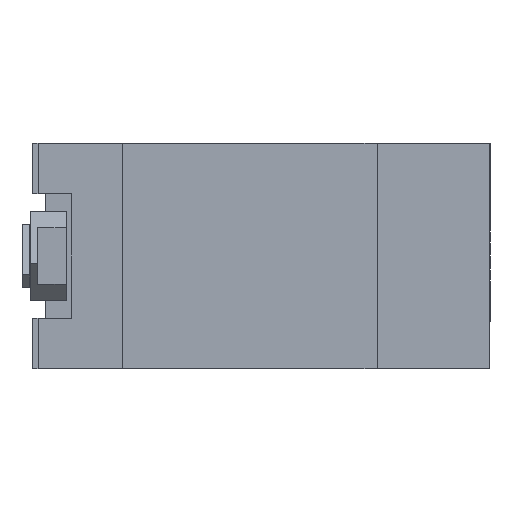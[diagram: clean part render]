
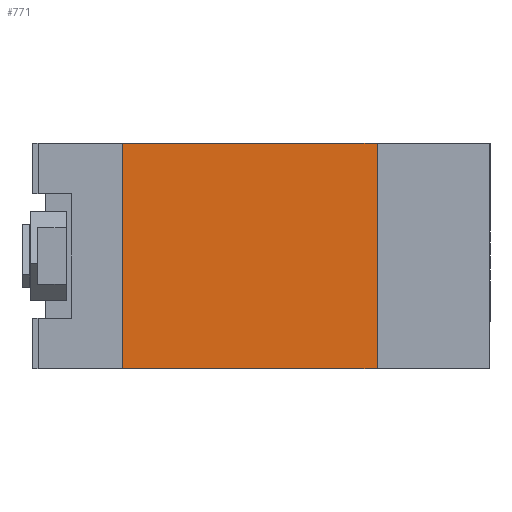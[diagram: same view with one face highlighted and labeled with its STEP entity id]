
A CAD part, left-side view. The second image highlights one B-rep face of the part: STEP entity #771.
In plain terms, the highlighted planar face has unit normal (-1, 0, 0).
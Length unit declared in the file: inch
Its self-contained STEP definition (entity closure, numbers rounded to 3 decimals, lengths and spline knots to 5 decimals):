
#221 = VERTEX_POINT ( 'NONE', #2053 ) ;
#765 = ORIENTED_EDGE ( 'NONE', *, *, #801, .F. ) ;
#769 = VERTEX_POINT ( 'NONE', #2217 ) ;
#771 = ADVANCED_FACE ( 'NONE', ( #2213 ), #2222, .F. ) ;
#772 = ORIENTED_EDGE ( 'NONE', *, *, #846, .F. ) ;
#773 = ORIENTED_EDGE ( 'NONE', *, *, #779, .T. ) ;
#778 = VERTEX_POINT ( 'NONE', #2212 ) ;
#779 = EDGE_CURVE ( 'NONE', #221, #778, #2236, .T. ) ;
#801 = EDGE_CURVE ( 'NONE', #221, #769, #2318, .T. ) ;
#809 = VERTEX_POINT ( 'NONE', #2306 ) ;
#826 = EDGE_LOOP ( 'NONE', ( #773, #847, #772, #765 ) ) ;
#846 = EDGE_CURVE ( 'NONE', #769, #809, #2440, .T. ) ;
#847 = ORIENTED_EDGE ( 'NONE', *, *, #895, .F. ) ;
#895 = EDGE_CURVE ( 'NONE', #809, #778, #2607, .T. ) ;
#2053 = CARTESIAN_POINT ( 'NONE',  ( -0.07953, -0.10254, 0.06583 ) ) ;
#2191 = AXIS2_PLACEMENT_3D ( 'NONE', #2235, #2234, #2233 ) ;
#2212 = CARTESIAN_POINT ( 'NONE',  ( -0.07953, 0.07463, 0.06583 ) ) ;
#2213 = FACE_OUTER_BOUND ( 'NONE', #826, .T. ) ;
#2217 = CARTESIAN_POINT ( 'NONE',  ( -0.07953, -0.10254, -0.09165 ) ) ;
#2222 = PLANE ( 'NONE',  #2191 ) ;
#2233 = DIRECTION ( 'NONE',  ( 0., 0., -1. ) ) ;
#2234 = DIRECTION ( 'NONE',  ( 1., 0., 0. ) ) ;
#2235 = CARTESIAN_POINT ( 'NONE',  ( -0.07953, -0.10254, -0.09165 ) ) ;
#2236 = LINE ( 'NONE', #2277, #2276 ) ;
#2275 = DIRECTION ( 'NONE',  ( 0., 1., 0. ) ) ;
#2276 = VECTOR ( 'NONE', #2275, 39.37008 ) ;
#2277 = CARTESIAN_POINT ( 'NONE',  ( -0.07953, -0.10254, 0.06583 ) ) ;
#2306 = CARTESIAN_POINT ( 'NONE',  ( -0.07953, 0.07463, -0.09165 ) ) ;
#2315 = DIRECTION ( 'NONE',  ( 0., 0., -1. ) ) ;
#2316 = VECTOR ( 'NONE', #2315, 39.37008 ) ;
#2317 = CARTESIAN_POINT ( 'NONE',  ( -0.07953, -0.10254, -0.09165 ) ) ;
#2318 = LINE ( 'NONE', #2317, #2316 ) ;
#2436 = DIRECTION ( 'NONE',  ( 0., 1., 0. ) ) ;
#2437 = VECTOR ( 'NONE', #2436, 39.37008 ) ;
#2438 = CARTESIAN_POINT ( 'NONE',  ( -0.07953, -0.10254, -0.09165 ) ) ;
#2440 = LINE ( 'NONE', #2438, #2437 ) ;
#2606 = CARTESIAN_POINT ( 'NONE',  ( -0.07953, 0.07463, -0.32787 ) ) ;
#2607 = LINE ( 'NONE', #2606, #2646 ) ;
#2645 = DIRECTION ( 'NONE',  ( 0., 0., 1. ) ) ;
#2646 = VECTOR ( 'NONE', #2645, 39.37008 ) ;
